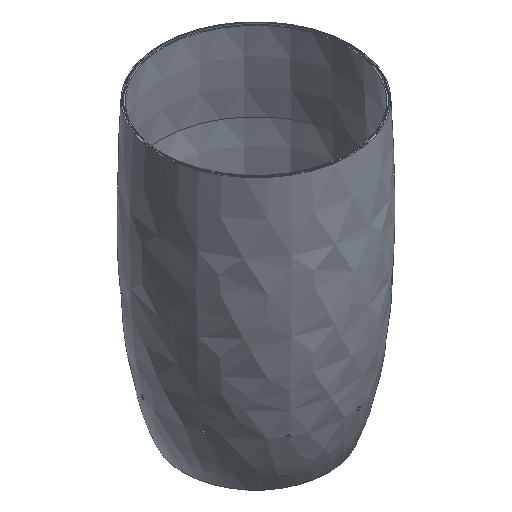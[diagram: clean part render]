
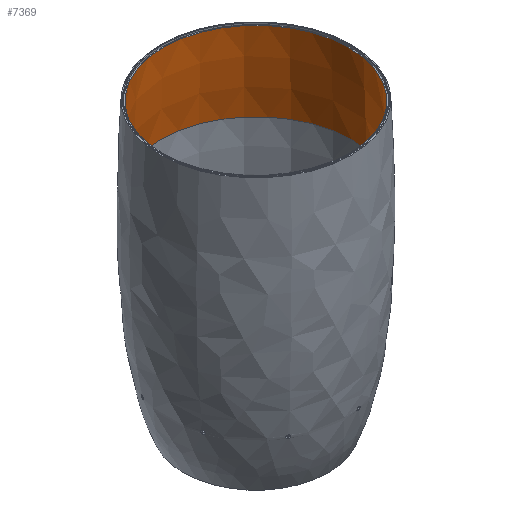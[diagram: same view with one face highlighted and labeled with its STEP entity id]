
A CAD part, isometric view. The second image highlights one B-rep face of the part: STEP entity #7369.
In plain terms, the highlighted conical face has half-angle 2.021 degrees and reference radius 97 mm.
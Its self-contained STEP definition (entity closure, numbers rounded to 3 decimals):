
#6881 = EDGE_CURVE('',#6882,#6882,#6884,.T.);
#6882 = VERTEX_POINT('',#6883);
#6883 = CARTESIAN_POINT('',(0.,100.,-59.));
#6884 = CIRCLE('',#6885,100.);
#6885 = AXIS2_PLACEMENT_3D('',#6886,#6887,#6888);
#6886 = CARTESIAN_POINT('',(0.,0.,-59.));
#6887 = DIRECTION('',(0.,0.,-1.));
#6888 = DIRECTION('',(0.,1.,0.));
#7369 = ADVANCED_FACE('',(#7370),#7389,.F.);
#7370 = FACE_BOUND('',#7371,.F.);
#7371 = EDGE_LOOP('',(#7372,#7381,#7387,#7388));
#7372 = ORIENTED_EDGE('',*,*,#7373,.T.);
#7373 = EDGE_CURVE('',#7374,#7374,#7376,.T.);
#7374 = VERTEX_POINT('',#7375);
#7375 = CARTESIAN_POINT('',(0.,97.,26.));
#7376 = CIRCLE('',#7377,97.);
#7377 = AXIS2_PLACEMENT_3D('',#7378,#7379,#7380);
#7378 = CARTESIAN_POINT('',(0.,0.,26.));
#7379 = DIRECTION('',(0.,0.,-1.));
#7380 = DIRECTION('',(0.,1.,0.));
#7381 = ORIENTED_EDGE('',*,*,#7382,.T.);
#7382 = EDGE_CURVE('',#7374,#6882,#7383,.T.);
#7383 = LINE('',#7384,#7385);
#7384 = CARTESIAN_POINT('',(0.,97.,26.));
#7385 = VECTOR('',#7386,1.);
#7386 = DIRECTION('',(0.,0.035,-0.999));
#7387 = ORIENTED_EDGE('',*,*,#6881,.F.);
#7388 = ORIENTED_EDGE('',*,*,#7382,.F.);
#7389 = CONICAL_SURFACE('',#7390,97.,0.035);
#7390 = AXIS2_PLACEMENT_3D('',#7391,#7392,#7393);
#7391 = CARTESIAN_POINT('',(0.,0.,26.));
#7392 = DIRECTION('',(0.,0.,-1.));
#7393 = DIRECTION('',(0.,1.,0.));
